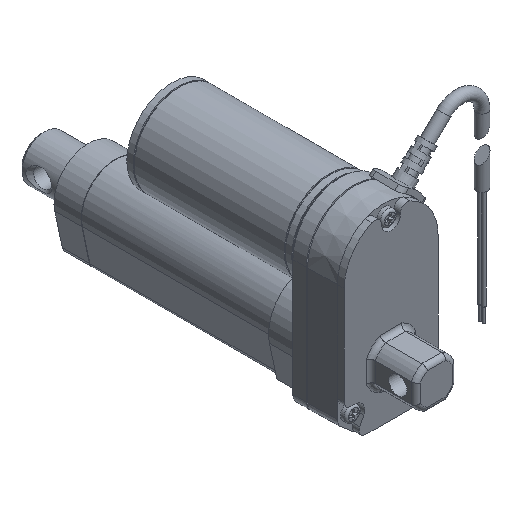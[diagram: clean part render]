
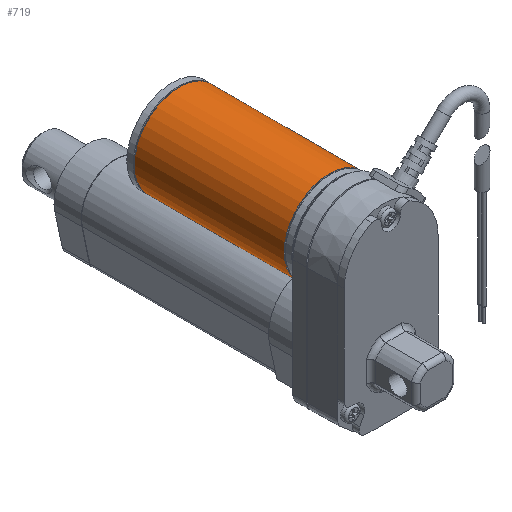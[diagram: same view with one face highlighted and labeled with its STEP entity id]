
A CAD part, isometric view. The second image highlights one B-rep face of the part: STEP entity #719.
In plain terms, the highlighted cylindrical face has radius 20 mm (diameter 40 mm), a full revolution.
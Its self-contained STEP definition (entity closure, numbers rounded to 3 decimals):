
#719 = ADVANCED_FACE( '', ( #1548, #1549 ), #1550, .T. );
#1548 = FACE_OUTER_BOUND( '', #2486, .T. );
#1549 = FACE_OUTER_BOUND( '', #2487, .T. );
#1550 = CYLINDRICAL_SURFACE( '', #2488, 20. );
#2486 = EDGE_LOOP( '', ( #4298 ) );
#2487 = EDGE_LOOP( '', ( #4299 ) );
#2488 = AXIS2_PLACEMENT_3D( '', #4300, #4301, #4302 );
#4298 = ORIENTED_EDGE( '', *, *, #5462, .T. );
#4299 = ORIENTED_EDGE( '', *, *, #5281, .F. );
#4300 = CARTESIAN_POINT( '', ( 0., 105.7, 37. ) );
#4301 = DIRECTION( '', ( 0., 1., 0. ) );
#4302 = DIRECTION( '', ( 0., 0., -1. ) );
#5281 = EDGE_CURVE( '', #6222, #6222, #6223, .T. );
#5462 = EDGE_CURVE( '', #6537, #6537, #6538, .T. );
#6222 = VERTEX_POINT( '', #7630 );
#6223 = CIRCLE( '', #7631, 20. );
#6537 = VERTEX_POINT( '', #8114 );
#6538 = CIRCLE( '', #8115, 20. );
#7630 = CARTESIAN_POINT( '', ( 0., 39.3, 17. ) );
#7631 = AXIS2_PLACEMENT_3D( '', #9875, #9876, #9877 );
#8114 = CARTESIAN_POINT( '', ( 0., 105.7, 17. ) );
#8115 = AXIS2_PLACEMENT_3D( '', #10119, #10120, #10121 );
#9875 = CARTESIAN_POINT( '', ( 0., 39.3, 37. ) );
#9876 = DIRECTION( '', ( 0., -1., 0. ) );
#9877 = DIRECTION( '', ( 0., 0., -1. ) );
#10119 = CARTESIAN_POINT( '', ( 0., 105.7, 37. ) );
#10120 = DIRECTION( '', ( 0., -1., 0. ) );
#10121 = DIRECTION( '', ( 0., 0., -1. ) );
